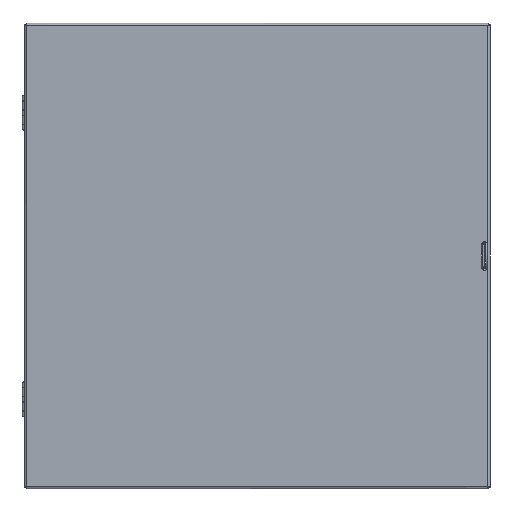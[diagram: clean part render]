
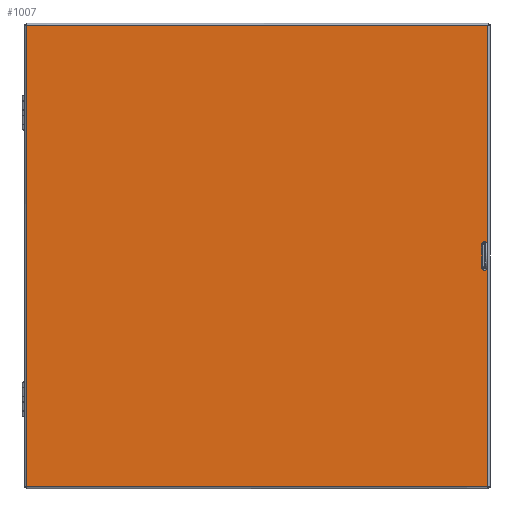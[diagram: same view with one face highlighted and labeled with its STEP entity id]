
A CAD part, front view. The second image highlights one B-rep face of the part: STEP entity #1007.
In plain terms, the highlighted planar face has unit normal (0, -1, 0).
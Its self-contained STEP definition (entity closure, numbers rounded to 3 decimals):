
#1007 = ADVANCED_FACE( '', ( #2428, #2429 ), #2430, .T. );
#2428 = FACE_OUTER_BOUND( '', #4553, .T. );
#2429 = FACE_BOUND( '', #4554, .T. );
#2430 = PLANE( '', #4555 );
#4553 = EDGE_LOOP( '', ( #7406, #7407, #7408, #7409 ) );
#4554 = EDGE_LOOP( '', ( #7410, #7411, #7412, #7413 ) );
#4555 = AXIS2_PLACEMENT_3D( '', #7414, #7415, #7416 );
#7406 = ORIENTED_EDGE( '', *, *, #11639, .T. );
#7407 = ORIENTED_EDGE( '', *, *, #11640, .F. );
#7408 = ORIENTED_EDGE( '', *, *, #11641, .T. );
#7409 = ORIENTED_EDGE( '', *, *, #11642, .T. );
#7410 = ORIENTED_EDGE( '', *, *, #11643, .T. );
#7411 = ORIENTED_EDGE( '', *, *, #11644, .T. );
#7412 = ORIENTED_EDGE( '', *, *, #11645, .T. );
#7413 = ORIENTED_EDGE( '', *, *, #11545, .T. );
#7414 = CARTESIAN_POINT( '', ( 0., 0., 0. ) );
#7415 = DIRECTION( '', ( 0., -1., 0. ) );
#7416 = DIRECTION( '', ( 0., 0., -1. ) );
#11545 = EDGE_CURVE( '', #13649, #13647, #13650, .T. );
#11639 = EDGE_CURVE( '', #13666, #13798, #13799, .T. );
#11640 = EDGE_CURVE( '', #13800, #13798, #13801, .T. );
#11641 = EDGE_CURVE( '', #13800, #13802, #13803, .T. );
#11642 = EDGE_CURVE( '', #13802, #13666, #13804, .T. );
#11643 = EDGE_CURVE( '', #13647, #13805, #13806, .T. );
#11644 = EDGE_CURVE( '', #13805, #13807, #13808, .T. );
#11645 = EDGE_CURVE( '', #13807, #13649, #13809, .T. );
#13647 = VERTEX_POINT( '', #16664 );
#13649 = VERTEX_POINT( '', #16667 );
#13650 = CIRCLE( '', #16668, 3.175 );
#13666 = VERTEX_POINT( '', #16689 );
#13798 = VERTEX_POINT( '', #16917 );
#13799 = LINE( '', #16918, #16919 );
#13800 = VERTEX_POINT( '', #16920 );
#13801 = LINE( '', #16921, #16922 );
#13802 = VERTEX_POINT( '', #16923 );
#13803 = LINE( '', #16924, #16925 );
#13804 = LINE( '', #16926, #16927 );
#13805 = VERTEX_POINT( '', #16928 );
#13806 = LINE( '', #16929, #16930 );
#13807 = VERTEX_POINT( '', #16931 );
#13808 = CIRCLE( '', #16932, 3.175 );
#13809 = LINE( '', #16933, #16934 );
#16664 = CARTESIAN_POINT( '', ( 255.131, 0., 12.7 ) );
#16667 = CARTESIAN_POINT( '', ( 248.781, 0., 12.7 ) );
#16668 = AXIS2_PLACEMENT_3D( '', #19908, #19909, #19910 );
#16689 = CARTESIAN_POINT( '', ( -255.575, 0., -255.575 ) );
#16917 = CARTESIAN_POINT( '', ( 255.575, 0., -255.575 ) );
#16918 = CARTESIAN_POINT( '', ( 255.575, 0., -255.575 ) );
#16919 = VECTOR( '', #20008, 1000. );
#16920 = CARTESIAN_POINT( '', ( 255.575, 0., 255.575 ) );
#16921 = CARTESIAN_POINT( '', ( 255.575, 0., 255.575 ) );
#16922 = VECTOR( '', #20009, 1000. );
#16923 = CARTESIAN_POINT( '', ( -255.575, 0., 255.575 ) );
#16924 = CARTESIAN_POINT( '', ( -257.912, 0., 255.575 ) );
#16925 = VECTOR( '', #20010, 1000. );
#16926 = CARTESIAN_POINT( '', ( -255.575, 0., -257.912 ) );
#16927 = VECTOR( '', #20011, 1000. );
#16928 = CARTESIAN_POINT( '', ( 255.131, 0., -12.7 ) );
#16929 = CARTESIAN_POINT( '', ( 255.131, 0., 12.7 ) );
#16930 = VECTOR( '', #20012, 1000. );
#16931 = CARTESIAN_POINT( '', ( 248.781, 0., -12.7 ) );
#16932 = AXIS2_PLACEMENT_3D( '', #20013, #20014, #20015 );
#16933 = CARTESIAN_POINT( '', ( 248.781, 0., -12.7 ) );
#16934 = VECTOR( '', #20016, 1000. );
#19908 = CARTESIAN_POINT( '', ( 251.956, 0., 12.7 ) );
#19909 = DIRECTION( '', ( 0., 1., 0. ) );
#19910 = DIRECTION( '', ( 0., 0., -1. ) );
#20008 = DIRECTION( '', ( 1., 0., 0. ) );
#20009 = DIRECTION( '', ( 0., 0., -1. ) );
#20010 = DIRECTION( '', ( -1., 0., 0. ) );
#20011 = DIRECTION( '', ( 0., 0., -1. ) );
#20012 = DIRECTION( '', ( 0., 0., -1. ) );
#20013 = CARTESIAN_POINT( '', ( 251.956, 0., -12.7 ) );
#20014 = DIRECTION( '', ( 0., 1., 0. ) );
#20015 = DIRECTION( '', ( 0., 0., 1. ) );
#20016 = DIRECTION( '', ( 0., 0., 1. ) );
